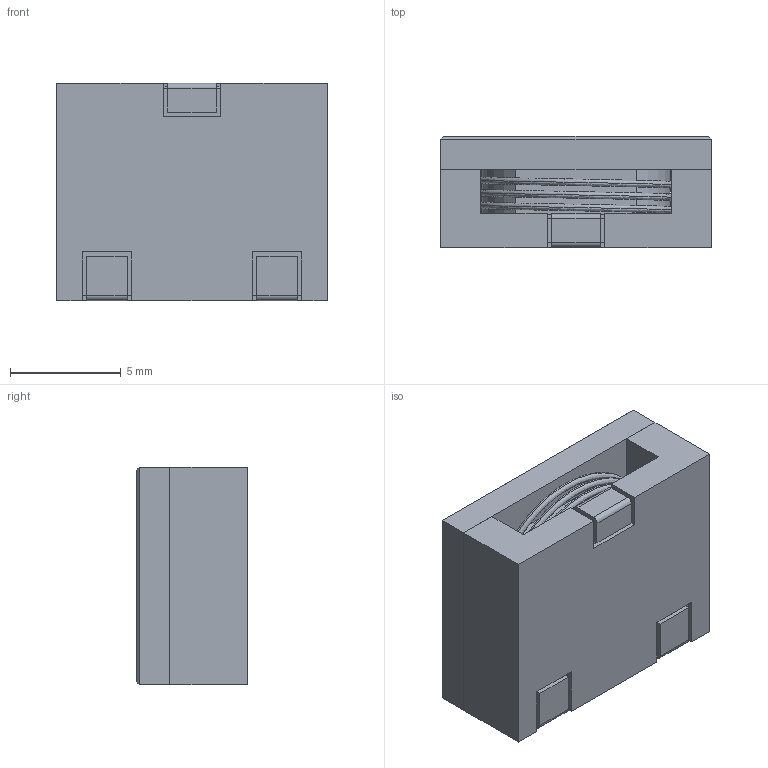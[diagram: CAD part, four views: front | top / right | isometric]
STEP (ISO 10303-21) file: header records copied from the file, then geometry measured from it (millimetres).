
FILE_DESCRIPTION (( 'STEP AP214' ), '1' );
FILE_NAME ('PA5119.421NLT.STEP', '2022-01-09T23:32:11', ( '' ), ( '' ), 'SwSTEP 2.0', 'SolidWorks 2017', '' );
FILE_SCHEMA (( 'AUTOMOTIVE_DESIGN' ));
Length unit declared in the file: millimetre
Products named in the file (1): PA5119.421NLT
Bounding box: 12.2 x 5 x 9.8 mm (x, y, z)
Volume: 529.9 mm3; surface area: 888.1 mm2
Topology: 12 solids, 12 shells, 128 faces, 297 edges, 194 vertices
Faces by surface type: plane 97, cylinder 19, bspline 12
Entity records: 7114 total; most frequent: CARTESIAN_POINT 4148, ORIENTED_EDGE 594, DIRECTION 535, EDGE_CURVE 297, LINE 221, VECTOR 221, VERTEX_POINT 194, AXIS2_PLACEMENT_3D 157
